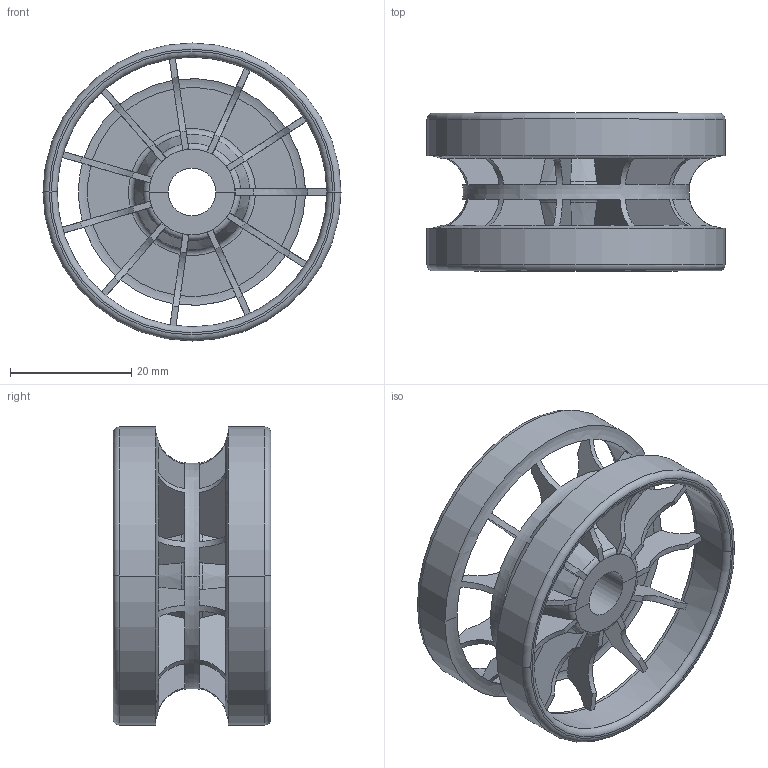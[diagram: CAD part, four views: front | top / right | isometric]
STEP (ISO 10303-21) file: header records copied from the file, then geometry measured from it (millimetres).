
FILE_DESCRIPTION((''),'2;1');
FILE_NAME('PRACTICE_PART_05','2021-05-19T09:13:39',('Computer'),(''),'CREO PARAMETRIC BY PTC INC, 2019224','CREO PARAMETRIC BY PTC INC, 2019224','');
FILE_SCHEMA(('CONFIG_CONTROL_DESIGN'));
Length unit declared in the file: millimetre
Products named in the file (1): PRACTICE_PART_05
Bounding box: 49.17 x 26.01 x 49.17 mm (x, y, z)
Volume: 10567.5 mm3; surface area: 11352.4 mm2
Topology: 1 solids, 1 shells, 248 faces, 790 edges, 520 vertices
Faces by surface type: torus 111, plane 101, cone 26, cylinder 10
Entity records: 10394 total; most frequent: CARTESIAN_POINT 3632, ORIENTED_EDGE 1580, DIRECTION 1270, EDGE_CURVE 790, AXIS2_PLACEMENT_3D 540, VERTEX_POINT 520, B_SPLINE_CURVE_WITH_KNOTS 308, CIRCLE 292
